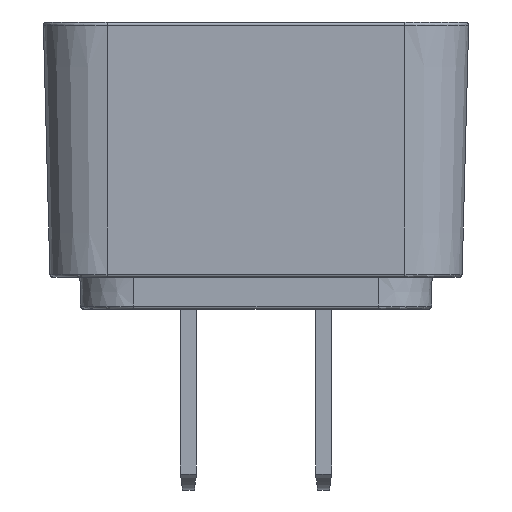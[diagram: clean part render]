
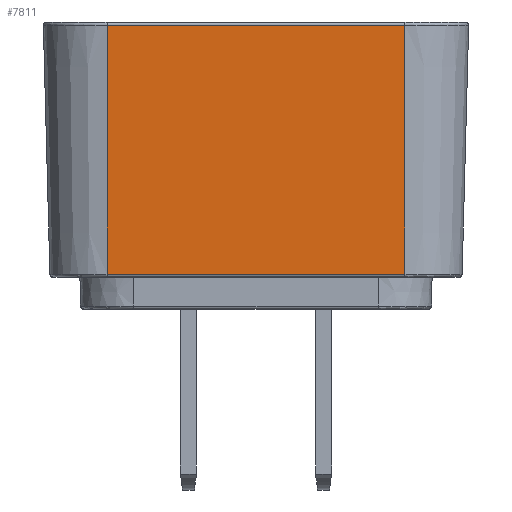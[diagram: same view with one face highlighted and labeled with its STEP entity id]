
A CAD part, left-side view. The second image highlights one B-rep face of the part: STEP entity #7811.
In plain terms, the highlighted planar face has unit normal (-1, 0, -0.026).
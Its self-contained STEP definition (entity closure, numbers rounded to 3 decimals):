
#130 = EDGE_LOOP ( 'NONE', ( #33045, #30685, #8085, #21161 ) ) ;
#1834 = DIRECTION ( 'NONE',  ( -0.026, 0., 1. ) ) ;
#2218 = PLANE ( 'NONE',  #33129 ) ;
#2343 = CARTESIAN_POINT ( 'NONE',  ( -27.75, 15.903, 24. ) ) ;
#5223 = DIRECTION ( 'NONE',  ( -0.026, 0., 1. ) ) ;
#5227 = CARTESIAN_POINT ( 'NONE',  ( -27.129, -14.164, 0.292 ) ) ;
#5482 = CARTESIAN_POINT ( 'NONE',  ( -27.742, 15.903, 23.692 ) ) ;
#7811 = ADVANCED_FACE ( 'NONE', ( #34016 ), #2218, .T. ) ;
#8085 = ORIENTED_EDGE ( 'NONE', *, *, #20727, .T. ) ;
#9558 = VERTEX_POINT ( 'NONE', #19333 ) ;
#10732 = DIRECTION ( 'NONE',  ( 0.026, 0., -1. ) ) ;
#11971 = VECTOR ( 'NONE', #10732, 1000. ) ;
#14150 = VECTOR ( 'NONE', #1834, 1000. ) ;
#17323 = CARTESIAN_POINT ( 'NONE',  ( -27.129, 14., 0.292 ) ) ;
#17721 = CARTESIAN_POINT ( 'NONE',  ( -27.129, -14., 0.292 ) ) ;
#18829 = VECTOR ( 'NONE', #22645, 1000. ) ;
#19101 = CARTESIAN_POINT ( 'NONE',  ( -27.75, -14., 24. ) ) ;
#19333 = CARTESIAN_POINT ( 'NONE',  ( -27.742, -14., 23.692 ) ) ;
#19720 = LINE ( 'NONE', #5227, #18829 ) ;
#20039 = VECTOR ( 'NONE', #36995, 1000. ) ;
#20727 = EDGE_CURVE ( 'NONE', #30842, #26257, #36752, .T. ) ;
#21161 = ORIENTED_EDGE ( 'NONE', *, *, #28399, .F. ) ;
#21800 = EDGE_CURVE ( 'NONE', #9558, #30842, #33124, .T. ) ;
#22100 = CARTESIAN_POINT ( 'NONE',  ( -27.75, 14., 24. ) ) ;
#22522 = DIRECTION ( 'NONE',  ( -1., 0., -0.026 ) ) ;
#22645 = DIRECTION ( 'NONE',  ( 0., 1., 0. ) ) ;
#23435 = EDGE_CURVE ( 'NONE', #36879, #9558, #32233, .T. ) ;
#25161 = CARTESIAN_POINT ( 'NONE',  ( -27.742, 14., 23.692 ) ) ;
#26257 = VERTEX_POINT ( 'NONE', #17323 ) ;
#28399 = EDGE_CURVE ( 'NONE', #36879, #26257, #19720, .T. ) ;
#30685 = ORIENTED_EDGE ( 'NONE', *, *, #21800, .T. ) ;
#30842 = VERTEX_POINT ( 'NONE', #25161 ) ;
#32233 = LINE ( 'NONE', #19101, #14150 ) ;
#33045 = ORIENTED_EDGE ( 'NONE', *, *, #23435, .T. ) ;
#33124 = LINE ( 'NONE', #5482, #20039 ) ;
#33129 = AXIS2_PLACEMENT_3D ( 'NONE', #2343, #22522, #5223 ) ;
#34016 = FACE_OUTER_BOUND ( 'NONE', #130, .T. ) ;
#36752 = LINE ( 'NONE', #22100, #11971 ) ;
#36879 = VERTEX_POINT ( 'NONE', #17721 ) ;
#36995 = DIRECTION ( 'NONE',  ( 0., 1., 0. ) ) ;
